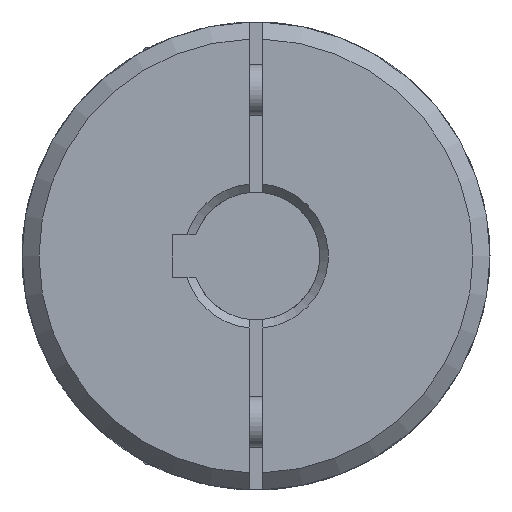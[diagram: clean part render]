
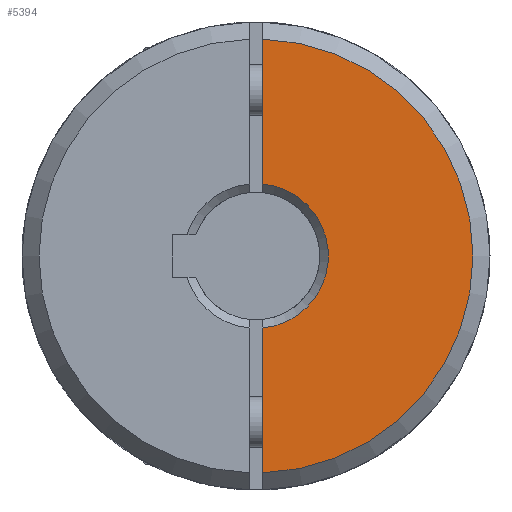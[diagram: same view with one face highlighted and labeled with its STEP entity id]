
A CAD part, left-side view. The second image highlights one B-rep face of the part: STEP entity #5394.
In plain terms, the highlighted planar face has unit normal (-1, 0, 0).
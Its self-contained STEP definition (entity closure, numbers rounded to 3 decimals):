
#223=CIRCLE('',#5674,25.5);
#224=CIRCLE('',#5675,8.5);
#616=ORIENTED_EDGE('',*,*,#1661,.T.);
#617=ORIENTED_EDGE('',*,*,#1744,.F.);
#618=ORIENTED_EDGE('',*,*,#1666,.T.);
#619=ORIENTED_EDGE('',*,*,#1745,.T.);
#1661=EDGE_CURVE('',#2228,#2227,#2594,.T.);
#1666=EDGE_CURVE('',#2231,#2230,#2596,.T.);
#1744=EDGE_CURVE('',#2231,#2227,#223,.T.);
#1745=EDGE_CURVE('',#2230,#2228,#224,.T.);
#2227=VERTEX_POINT('',#7564);
#2228=VERTEX_POINT('',#7566);
#2230=VERTEX_POINT('',#7579);
#2231=VERTEX_POINT('',#7581);
#2594=LINE('',#7565,#2838);
#2596=LINE('',#7580,#2840);
#2838=VECTOR('',#6192,1000.);
#2840=VECTOR('',#6198,1000.);
#3104=EDGE_LOOP('',(#616,#617,#618,#619));
#3410=FACE_BOUND('',#3104,.T.);
#3686=PLANE('',#5673);
#5394=ADVANCED_FACE('',(#3410),#3686,.F.);
#5673=AXIS2_PLACEMENT_3D('',#7890,#6320,#6321);
#5674=AXIS2_PLACEMENT_3D('',#7891,#6322,#6323);
#5675=AXIS2_PLACEMENT_3D('',#7892,#6324,#6325);
#6192=DIRECTION('',(0.,0.,-1.));
#6198=DIRECTION('',(0.,0.,-1.));
#6320=DIRECTION('',(1.,0.,0.));
#6321=DIRECTION('',(0.,0.,-1.));
#6322=DIRECTION('',(1.,0.,0.));
#6323=DIRECTION('',(0.,0.,-1.));
#6324=DIRECTION('',(1.,0.,0.));
#6325=DIRECTION('',(0.,0.,-1.));
#7564=CARTESIAN_POINT('',(0.,-0.75,-25.489));
#7565=CARTESIAN_POINT('',(0.,-0.75,55.));
#7566=CARTESIAN_POINT('',(0.,-0.75,-8.467));
#7579=CARTESIAN_POINT('',(0.,-0.75,8.467));
#7580=CARTESIAN_POINT('',(0.,-0.75,55.));
#7581=CARTESIAN_POINT('',(0.,-0.75,25.489));
#7890=CARTESIAN_POINT('',(0.,0.,0.));
#7891=CARTESIAN_POINT('',(0.,0.,0.));
#7892=CARTESIAN_POINT('',(0.,0.,0.));
